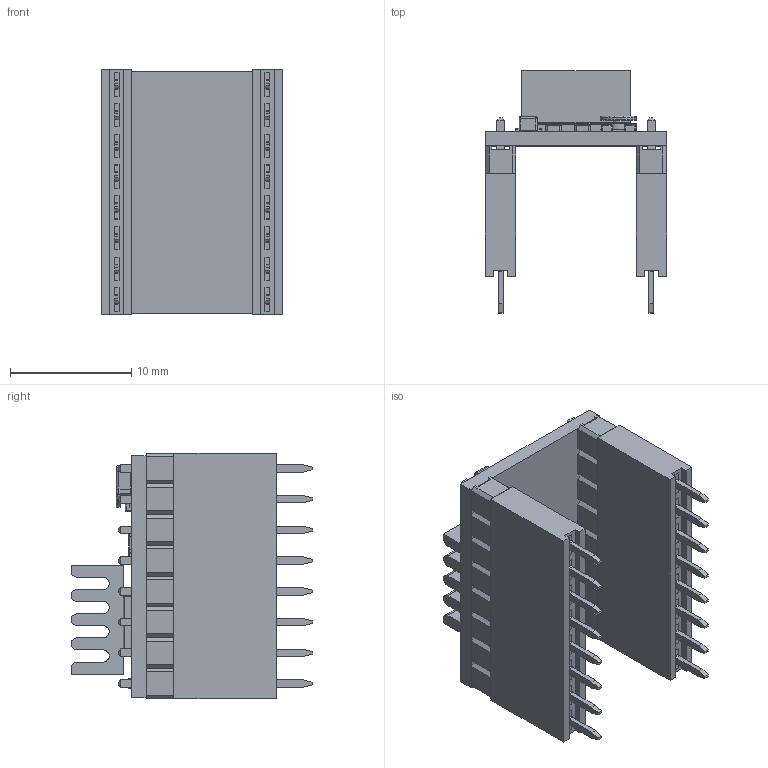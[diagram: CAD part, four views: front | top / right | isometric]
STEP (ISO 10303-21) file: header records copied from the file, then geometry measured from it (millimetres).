
FILE_DESCRIPTION(/* description */ (''),/* implementation_level */ '2;1');
FILE_NAME(/* name */ 'DRV8825-PBS-8x2-RADIATOR.stp',/* time_stamp */ '2021-02-04T15:52:58+03:00',/* author */ ('Partokus'),/* organization */ (''),/* preprocessor_version */ 'ST-DEVELOPER v18.1',/* originating_system */ 'Autodesk Inventor 2021',/* authorisation */ '');
FILE_SCHEMA (('AUTOMOTIVE_DESIGN { 1 0 10303 214 3 1 1 }'));
Length unit declared in the file: millimetre
Products named in the file (3): DRV8825-PBS-8x2; Driver DRV8825; PBS-8
Assembly tree (3 placements, depth 2):
  DRV8825-PBS-8x2
    Driver DRV8825
    PBS-8  x2
Bounding box: 15 x 19.99 x 20.32 mm (x, y, z)
Volume: 1702.7 mm3; surface area: 4195.9 mm2
Topology: 52 solids, 52 shells, 1948 faces, 4868 edges, 3015 vertices
Faces by surface type: plane 1597, bspline 182, cylinder 156, sphere 8, cone 5
Full cylindrical faces by diameter (mm): 0.8 x1, 1.6 x1, 3 x1
Entity records: 50564 total; most frequent: CARTESIAN_POINT 14279, ORIENTED_EDGE 7320, DIRECTION 6645, EDGE_CURVE 3660, LINE 3147, VECTOR 3147, VERTEX_POINT 2263, AXIS2_PLACEMENT_3D 1749
